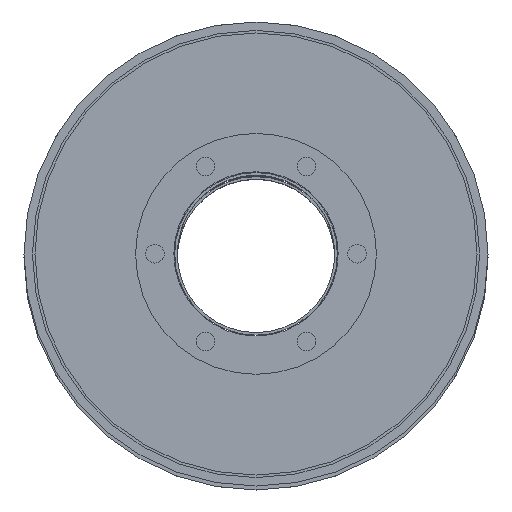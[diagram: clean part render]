
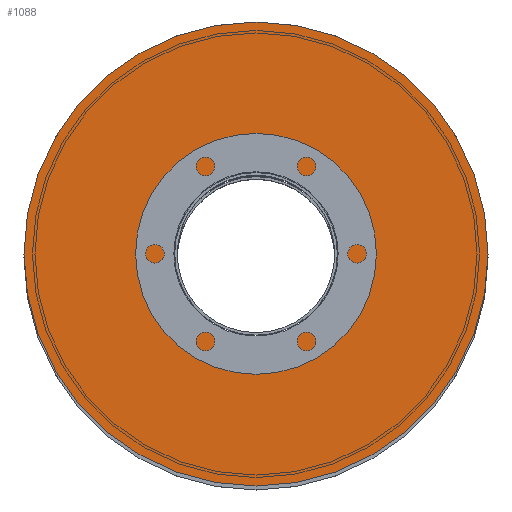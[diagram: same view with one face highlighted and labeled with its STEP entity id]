
A CAD part, top view. The second image highlights one B-rep face of the part: STEP entity #1088.
In plain terms, the highlighted planar face has unit normal (0, 0, 1).
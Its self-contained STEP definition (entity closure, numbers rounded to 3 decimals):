
#1026=CARTESIAN_POINT('',(97.5,0.0,2706.0));
#1027=VERTEX_POINT('',#1026);
#1028=CARTESIAN_POINT('',(0.0,0.0,2706.0));
#1029=DIRECTION('',(0.0,0.0,-1.0));
#1030=DIRECTION('',(-1.0,0.0,0.0));
#1031=AXIS2_PLACEMENT_3D('',#1028,#1029,#1030);
#1032=CIRCLE('',#1031,97.5);
#1033=EDGE_CURVE('',#1027,#1027,#1032,.T.);
#1054=CARTESIAN_POINT('',(275.5,0.0,2706.0));
#1055=VERTEX_POINT('',#1054);
#1056=CARTESIAN_POINT('',(0.0,0.0,2706.0));
#1057=DIRECTION('',(0.0,0.0,-1.0));
#1058=DIRECTION('',(-1.0,0.0,0.0));
#1059=AXIS2_PLACEMENT_3D('',#1056,#1057,#1058);
#1060=CIRCLE('',#1059,275.5);
#1061=EDGE_CURVE('',#1055,#1055,#1060,.T.);
#1077=CARTESIAN_POINT('',(0.0,0.0,2706.0));
#1078=DIRECTION('',(0.0,0.0,-1.0));
#1079=DIRECTION('',(-1.0,0.0,0.0));
#1080=AXIS2_PLACEMENT_3D('',#1077,#1078,#1079);
#1081=PLANE('',#1080);
#1082=ORIENTED_EDGE('',*,*,#1061,.F.);
#1083=EDGE_LOOP('',(#1082));
#1084=FACE_OUTER_BOUND('',#1083,.T.);
#1085=ORIENTED_EDGE('',*,*,#1033,.T.);
#1086=EDGE_LOOP('',(#1085));
#1087=FACE_BOUND('',#1086,.T.);
#1088=ADVANCED_FACE('',(#1084,#1087),#1081,.F.);
